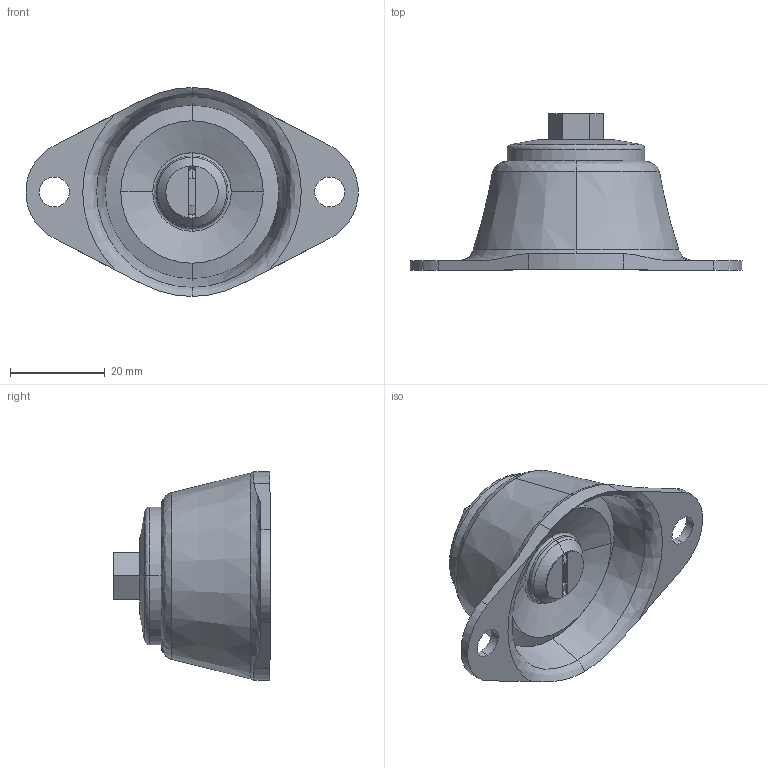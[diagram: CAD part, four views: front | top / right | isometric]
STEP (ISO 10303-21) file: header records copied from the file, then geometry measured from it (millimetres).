
FILE_DESCRIPTION (( 'STEP AP214' ), '1' );
FILE_NAME ('058500_Glocken_Element_Schwingmetall_ContiTech.STEP', '2012-03-29T06:47:29', ( 'Continental AG' ), ( 'Continental AG' ), 'SwSTEP 2.0', 'SolidWorks 2010', '' );
FILE_SCHEMA (( 'AUTOMOTIVE_DESIGN' ));
Length unit declared in the file: millimetre
Products named in the file (1): 058500_Glocken_Element_Schwingmetall_ContiTech
Bounding box: 69.92 x 33 x 44 mm (x, y, z)
Volume: 22155.9 mm3; surface area: 8332.3 mm2
Topology: 1 solids, 1 shells, 82 faces, 199 edges, 122 vertices
Faces by surface type: cone 25, plane 23, cylinder 20, bspline 14
Entity records: 3649 total; most frequent: CARTESIAN_POINT 826, DIRECTION 403, ORIENTED_EDGE 398, EDGE_CURVE 199, AXIS2_PLACEMENT_3D 165, VERTEX_POINT 122, CIRCLE 96, EDGE_LOOP 89
